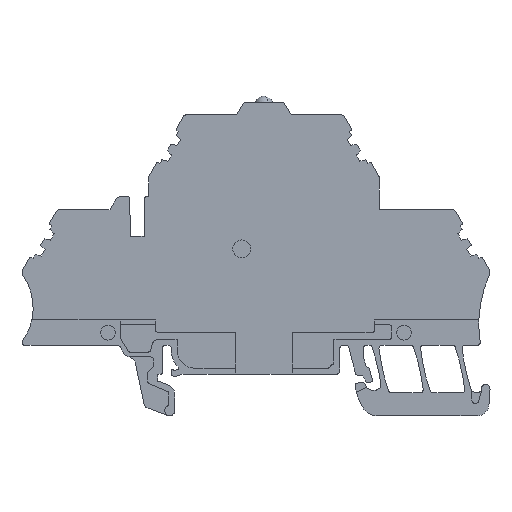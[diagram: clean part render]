
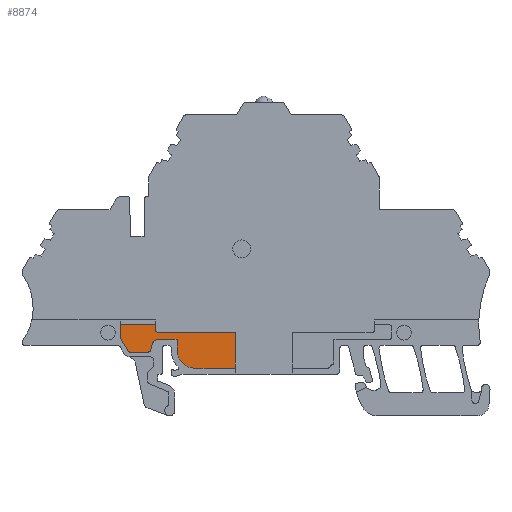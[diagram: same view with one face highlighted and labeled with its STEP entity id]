
A CAD part, left-side view. The second image highlights one B-rep face of the part: STEP entity #8874.
In plain terms, the highlighted planar face has unit normal (-1, 0, 0).
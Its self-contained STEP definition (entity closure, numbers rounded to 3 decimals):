
#8603=AXIS2_PLACEMENT_3D('Plane Axis2P3D',#8600,#8601,#8602) ;
#8739=AXIS2_PLACEMENT_3D('Circle Axis2P3D',#8737,#8738,$) ;
#8753=AXIS2_PLACEMENT_3D('Circle Axis2P3D',#8751,#8752,$) ;
#8781=AXIS2_PLACEMENT_3D('Circle Axis2P3D',#8779,#8780,$) ;
#8795=AXIS2_PLACEMENT_3D('Circle Axis2P3D',#8793,#8794,$) ;
#8809=AXIS2_PLACEMENT_3D('Circle Axis2P3D',#8807,#8808,$) ;
#8823=AXIS2_PLACEMENT_3D('Circle Axis2P3D',#8821,#8822,$) ;
#8844=AXIS2_PLACEMENT_3D('Circle Axis2P3D',#8842,#8843,$) ;
#8600=CARTESIAN_POINT('Axis2P3D Location',(0.,38.858,6.75)) ;
#8728=CARTESIAN_POINT('Line Origine',(0.,42.994,11.)) ;
#8732=CARTESIAN_POINT('Vertex',(0.,42.994,8.05)) ;
#8734=CARTESIAN_POINT('Vertex',(0.,42.994,13.95)) ;
#8737=CARTESIAN_POINT('Axis2P3D Location',(0.,43.194,13.95)) ;
#8741=CARTESIAN_POINT('Vertex',(0.,43.194,14.15)) ;
#8744=CARTESIAN_POINT('Line Origine',(0.,49.712,14.15)) ;
#8748=CARTESIAN_POINT('Vertex',(0.,56.23,14.15)) ;
#8751=CARTESIAN_POINT('Axis2P3D Location',(0.,56.23,14.35)) ;
#8755=CARTESIAN_POINT('Vertex',(0.,56.43,14.35)) ;
#8758=CARTESIAN_POINT('Line Origine',(0.,56.43,14.875)) ;
#8762=CARTESIAN_POINT('Vertex',(0.,56.43,15.4)) ;
#8765=CARTESIAN_POINT('Line Origine',(0.,59.457,15.4)) ;
#8769=CARTESIAN_POINT('Vertex',(0.,62.483,15.4)) ;
#8772=CARTESIAN_POINT('Line Origine',(0.,62.483,14.365)) ;
#8776=CARTESIAN_POINT('Vertex',(0.,62.483,13.33)) ;
#8779=CARTESIAN_POINT('Axis2P3D Location',(0.,61.983,13.33)) ;
#8783=CARTESIAN_POINT('Vertex',(0.,62.412,13.074)) ;
#8786=CARTESIAN_POINT('Line Origine',(0.,61.794,12.034)) ;
#8790=CARTESIAN_POINT('Vertex',(0.,61.175,10.994)) ;
#8793=CARTESIAN_POINT('Axis2P3D Location',(0.,60.745,11.25)) ;
#8797=CARTESIAN_POINT('Vertex',(0.,60.745,10.75)) ;
#8800=CARTESIAN_POINT('Line Origine',(0.,59.265,10.75)) ;
#8804=CARTESIAN_POINT('Vertex',(0.,57.785,10.75)) ;
#8807=CARTESIAN_POINT('Axis2P3D Location',(0.,57.785,11.25)) ;
#8811=CARTESIAN_POINT('Vertex',(0.,57.302,11.121)) ;
#8814=CARTESIAN_POINT('Line Origine',(0.,57.163,11.64)) ;
#8818=CARTESIAN_POINT('Vertex',(0.,57.024,12.159)) ;
#8821=CARTESIAN_POINT('Axis2P3D Location',(0.,56.058,11.9)) ;
#8825=CARTESIAN_POINT('Vertex',(0.,56.058,12.9)) ;
#8828=CARTESIAN_POINT('Line Origine',(0.,54.458,12.9)) ;
#8832=CARTESIAN_POINT('Vertex',(0.,52.858,12.9)) ;
#8835=CARTESIAN_POINT('Line Origine',(0.,52.858,11.975)) ;
#8839=CARTESIAN_POINT('Vertex',(0.,52.858,11.05)) ;
#8842=CARTESIAN_POINT('Axis2P3D Location',(0.,49.858,11.05)) ;
#8846=CARTESIAN_POINT('Vertex',(0.,49.858,8.05)) ;
#8849=CARTESIAN_POINT('Line Origine',(0.,46.426,8.05)) ;
#8601=DIRECTION('Axis2P3D Direction',(1.,0.,0.)) ;
#8602=DIRECTION('Axis2P3D XDirection',(0.,0.,1.)) ;
#8729=DIRECTION('Vector Direction',(0.,0.,1.)) ;
#8738=DIRECTION('Axis2P3D Direction',(1.,0.,0.)) ;
#8745=DIRECTION('Vector Direction',(0.,1.,0.)) ;
#8752=DIRECTION('Axis2P3D Direction',(1.,0.,0.)) ;
#8759=DIRECTION('Vector Direction',(0.,0.,1.)) ;
#8766=DIRECTION('Vector Direction',(0.,1.,0.)) ;
#8773=DIRECTION('Vector Direction',(0.,0.,1.)) ;
#8780=DIRECTION('Axis2P3D Direction',(1.,0.,0.)) ;
#8787=DIRECTION('Vector Direction',(0.,0.511,0.859)) ;
#8794=DIRECTION('Axis2P3D Direction',(1.,0.,0.)) ;
#8801=DIRECTION('Vector Direction',(0.,1.,0.)) ;
#8808=DIRECTION('Axis2P3D Direction',(1.,0.,0.)) ;
#8815=DIRECTION('Vector Direction',(0.,0.259,-0.966)) ;
#8822=DIRECTION('Axis2P3D Direction',(1.,0.,0.)) ;
#8829=DIRECTION('Vector Direction',(0.,1.,0.)) ;
#8836=DIRECTION('Vector Direction',(0.,0.,1.)) ;
#8843=DIRECTION('Axis2P3D Direction',(1.,0.,0.)) ;
#8850=DIRECTION('Vector Direction',(0.,1.,0.)) ;
#8730=VECTOR('Line Direction',#8729,1.) ;
#8746=VECTOR('Line Direction',#8745,1.) ;
#8760=VECTOR('Line Direction',#8759,1.) ;
#8767=VECTOR('Line Direction',#8766,1.) ;
#8774=VECTOR('Line Direction',#8773,1.) ;
#8788=VECTOR('Line Direction',#8787,1.) ;
#8802=VECTOR('Line Direction',#8801,1.) ;
#8816=VECTOR('Line Direction',#8815,1.) ;
#8830=VECTOR('Line Direction',#8829,1.) ;
#8837=VECTOR('Line Direction',#8836,1.) ;
#8851=VECTOR('Line Direction',#8850,1.) ;
#8855=ORIENTED_EDGE('',*,*,#8736,.T.) ;
#8856=ORIENTED_EDGE('',*,*,#8743,.F.) ;
#8857=ORIENTED_EDGE('',*,*,#8750,.T.) ;
#8858=ORIENTED_EDGE('',*,*,#8757,.T.) ;
#8859=ORIENTED_EDGE('',*,*,#8764,.T.) ;
#8860=ORIENTED_EDGE('',*,*,#8771,.T.) ;
#8861=ORIENTED_EDGE('',*,*,#8778,.F.) ;
#8862=ORIENTED_EDGE('',*,*,#8785,.F.) ;
#8863=ORIENTED_EDGE('',*,*,#8792,.F.) ;
#8864=ORIENTED_EDGE('',*,*,#8799,.F.) ;
#8865=ORIENTED_EDGE('',*,*,#8806,.F.) ;
#8866=ORIENTED_EDGE('',*,*,#8813,.F.) ;
#8867=ORIENTED_EDGE('',*,*,#8820,.F.) ;
#8868=ORIENTED_EDGE('',*,*,#8827,.T.) ;
#8869=ORIENTED_EDGE('',*,*,#8834,.F.) ;
#8870=ORIENTED_EDGE('',*,*,#8841,.F.) ;
#8871=ORIENTED_EDGE('',*,*,#8848,.F.) ;
#8872=ORIENTED_EDGE('',*,*,#8853,.F.) ;
#8874=ADVANCED_FACE('V1',(#8873),#8604,.F.) ;
#8740=CIRCLE('generated circle',#8739,0.2) ;
#8754=CIRCLE('generated circle',#8753,0.2) ;
#8782=CIRCLE('generated circle',#8781,0.5) ;
#8796=CIRCLE('generated circle',#8795,0.5) ;
#8810=CIRCLE('generated circle',#8809,0.5) ;
#8824=CIRCLE('generated circle',#8823,1.) ;
#8845=CIRCLE('generated circle',#8844,3.) ;
#8736=EDGE_CURVE('',#8733,#8735,#8731,.T.) ;
#8743=EDGE_CURVE('',#8742,#8735,#8740,.T.) ;
#8750=EDGE_CURVE('',#8742,#8749,#8747,.T.) ;
#8757=EDGE_CURVE('',#8749,#8756,#8754,.T.) ;
#8764=EDGE_CURVE('',#8756,#8763,#8761,.T.) ;
#8771=EDGE_CURVE('',#8763,#8770,#8768,.T.) ;
#8778=EDGE_CURVE('',#8777,#8770,#8775,.T.) ;
#8785=EDGE_CURVE('',#8784,#8777,#8782,.T.) ;
#8792=EDGE_CURVE('',#8791,#8784,#8789,.T.) ;
#8799=EDGE_CURVE('',#8798,#8791,#8796,.T.) ;
#8806=EDGE_CURVE('',#8805,#8798,#8803,.T.) ;
#8813=EDGE_CURVE('',#8812,#8805,#8810,.T.) ;
#8820=EDGE_CURVE('',#8819,#8812,#8817,.T.) ;
#8827=EDGE_CURVE('',#8819,#8826,#8824,.T.) ;
#8834=EDGE_CURVE('',#8833,#8826,#8831,.T.) ;
#8841=EDGE_CURVE('',#8840,#8833,#8838,.T.) ;
#8848=EDGE_CURVE('',#8847,#8840,#8845,.T.) ;
#8853=EDGE_CURVE('',#8733,#8847,#8852,.T.) ;
#8854=EDGE_LOOP('',(#8855,#8856,#8857,#8858,#8859,#8860,#8861,#8862,#8863,#8864,#8865,#8866,#8867,#8868,#8869,#8870,#8871,#8872)) ;
#8873=FACE_OUTER_BOUND('',#8854,.T.) ;
#8731=LINE('Line',#8728,#8730) ;
#8747=LINE('Line',#8744,#8746) ;
#8761=LINE('Line',#8758,#8760) ;
#8768=LINE('Line',#8765,#8767) ;
#8775=LINE('Line',#8772,#8774) ;
#8789=LINE('Line',#8786,#8788) ;
#8803=LINE('Line',#8800,#8802) ;
#8817=LINE('Line',#8814,#8816) ;
#8831=LINE('Line',#8828,#8830) ;
#8838=LINE('Line',#8835,#8837) ;
#8852=LINE('Line',#8849,#8851) ;
#8604=PLANE('',#8603) ;
#8733=VERTEX_POINT('',#8732) ;
#8735=VERTEX_POINT('',#8734) ;
#8742=VERTEX_POINT('',#8741) ;
#8749=VERTEX_POINT('',#8748) ;
#8756=VERTEX_POINT('',#8755) ;
#8763=VERTEX_POINT('',#8762) ;
#8770=VERTEX_POINT('',#8769) ;
#8777=VERTEX_POINT('',#8776) ;
#8784=VERTEX_POINT('',#8783) ;
#8791=VERTEX_POINT('',#8790) ;
#8798=VERTEX_POINT('',#8797) ;
#8805=VERTEX_POINT('',#8804) ;
#8812=VERTEX_POINT('',#8811) ;
#8819=VERTEX_POINT('',#8818) ;
#8826=VERTEX_POINT('',#8825) ;
#8833=VERTEX_POINT('',#8832) ;
#8840=VERTEX_POINT('',#8839) ;
#8847=VERTEX_POINT('',#8846) ;
